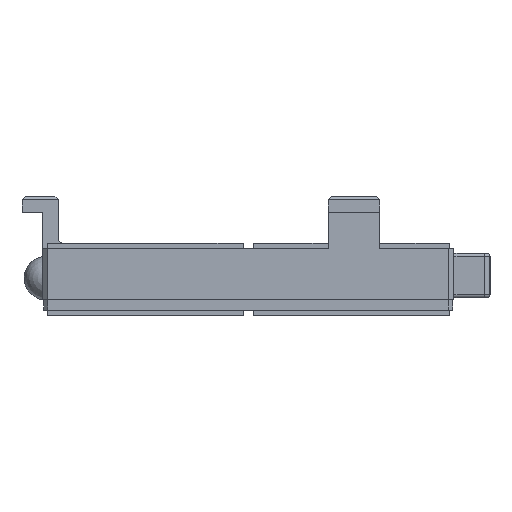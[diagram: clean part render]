
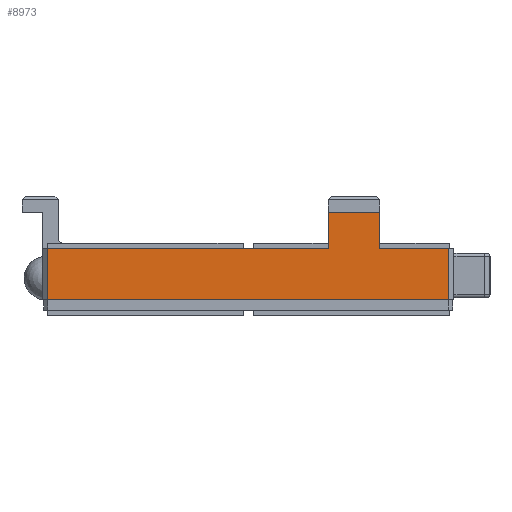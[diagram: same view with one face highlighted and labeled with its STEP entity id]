
A CAD part, left-side view. The second image highlights one B-rep face of the part: STEP entity #8973.
In plain terms, the highlighted planar face has unit normal (-1, 0, 0).
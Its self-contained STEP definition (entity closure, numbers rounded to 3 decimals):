
#642 = CARTESIAN_POINT ( 'NONE',  ( 0., 0.5, -0.5 ) ) ;
#647 = CARTESIAN_POINT ( 'NONE',  ( 0., 12.2, -0.5 ) ) ;
#650 = CARTESIAN_POINT ( 'NONE',  ( 0., 12.2, 3. ) ) ;
#1069 = DIRECTION ( 'NONE',  ( 0., 0., -1. ) ) ;
#1074 = CARTESIAN_POINT ( 'NONE',  ( 0., 39.4, -7. ) ) ;
#1078 = CARTESIAN_POINT ( 'NONE',  ( 0., 0., -5.5 ) ) ;
#1083 = CARTESIAN_POINT ( 'NONE',  ( 0., 12.2, 3. ) ) ;
#1086 = DIRECTION ( 'NONE',  ( 0., 1., 0. ) ) ;
#1088 = DIRECTION ( 'NONE',  ( 0., 0., -1. ) ) ;
#1513 = EDGE_CURVE ( 'NONE', #4433, #4335, #7132, .T. ) ;
#1521 = EDGE_CURVE ( 'NONE', #4441, #4209, #7148, .T. ) ;
#2350 = FACE_OUTER_BOUND ( 'NONE', #3888, .T. ) ;
#2783 = LINE ( 'NONE', #1074, #2788 ) ;
#2788 = VECTOR ( 'NONE', #1069, 1000. ) ;
#2790 = LINE ( 'NONE', #1078, #2795 ) ;
#2792 = LINE ( 'NONE', #1083, #2797 ) ;
#2795 = VECTOR ( 'NONE', #1086, 1000. ) ;
#2797 = VECTOR ( 'NONE', #1088, 1000. ) ;
#2876 = LINE ( 'NONE', #8610, #2879 ) ;
#2878 = LINE ( 'NONE', #8612, #2881 ) ;
#2879 = VECTOR ( 'NONE', #8611, 1000. ) ;
#2881 = VECTOR ( 'NONE', #8614, 1000. ) ;
#2882 = LINE ( 'NONE', #8616, #2885 ) ;
#2885 = VECTOR ( 'NONE', #8617, 1000. ) ;
#3888 = EDGE_LOOP ( 'NONE', ( #6542, #6543, #6544, #6545, #6546, #6547, #6548, #6549 ) ) ;
#4207 = VERTEX_POINT ( 'NONE', #10408 ) ;
#4209 = VERTEX_POINT ( 'NONE', #10410 ) ;
#4243 = VERTEX_POINT ( 'NONE', #10444 ) ;
#4270 = VERTEX_POINT ( 'NONE', #10471 ) ;
#4335 = VERTEX_POINT ( 'NONE', #10536 ) ;
#4433 = VERTEX_POINT ( 'NONE', #642 ) ;
#4441 = VERTEX_POINT ( 'NONE', #647 ) ;
#4447 = VERTEX_POINT ( 'NONE', #650 ) ;
#6542 = ORIENTED_EDGE ( 'NONE', *, *, #9298, .F. ) ;
#6543 = ORIENTED_EDGE ( 'NONE', *, *, #9342, .T. ) ;
#6544 = ORIENTED_EDGE ( 'NONE', *, *, #1513, .T. ) ;
#6545 = ORIENTED_EDGE ( 'NONE', *, *, #9345, .F. ) ;
#6546 = ORIENTED_EDGE ( 'NONE', *, *, #9343, .F. ) ;
#6547 = ORIENTED_EDGE ( 'NONE', *, *, #9299, .T. ) ;
#6548 = ORIENTED_EDGE ( 'NONE', *, *, #1521, .T. ) ;
#6549 = ORIENTED_EDGE ( 'NONE', *, *, #9294, .T. ) ;
#7132 = LINE ( 'NONE', #12694, #7135 ) ;
#7135 = VECTOR ( 'NONE', #12503, 1000. ) ;
#7148 = LINE ( 'NONE', #12665, #7151 ) ;
#7151 = VECTOR ( 'NONE', #12668, 1000. ) ;
#8610 = CARTESIAN_POINT ( 'NONE',  ( 0., 0.5, -7. ) ) ;
#8611 = DIRECTION ( 'NONE',  ( 0., 0., 1. ) ) ;
#8612 = CARTESIAN_POINT ( 'NONE',  ( 0., 7.2, 3. ) ) ;
#8614 = DIRECTION ( 'NONE',  ( 0., -1., 0. ) ) ;
#8616 = CARTESIAN_POINT ( 'NONE',  ( 0., 7.2, 3. ) ) ;
#8617 = DIRECTION ( 'NONE',  ( 0., 0., -1. ) ) ;
#8973 = ADVANCED_FACE ( 'NONE', ( #2350 ), #10648, .T. ) ;
#9294 = EDGE_CURVE ( 'NONE', #4209, #4243, #2783, .T. ) ;
#9298 = EDGE_CURVE ( 'NONE', #4207, #4243, #2790, .T. ) ;
#9299 = EDGE_CURVE ( 'NONE', #4447, #4441, #2792, .T. ) ;
#9342 = EDGE_CURVE ( 'NONE', #4207, #4433, #2876, .T. ) ;
#9343 = EDGE_CURVE ( 'NONE', #4447, #4270, #2878, .T. ) ;
#9345 = EDGE_CURVE ( 'NONE', #4270, #4335, #2882, .T. ) ;
#10408 = CARTESIAN_POINT ( 'NONE',  ( 0., 0.5, -5.5 ) ) ;
#10410 = CARTESIAN_POINT ( 'NONE',  ( 0., 39.4, -0.5 ) ) ;
#10444 = CARTESIAN_POINT ( 'NONE',  ( 0., 39.4, -5.5 ) ) ;
#10471 = CARTESIAN_POINT ( 'NONE',  ( 0., 7.2, 3. ) ) ;
#10536 = CARTESIAN_POINT ( 'NONE',  ( 0., 7.2, -0.5 ) ) ;
#10641 = CARTESIAN_POINT ( 'NONE',  ( 0., 0., -7. ) ) ;
#10648 = PLANE ( 'NONE',  #11993 ) ;
#10650 = DIRECTION ( 'NONE',  ( -1., 0., 0. ) ) ;
#10651 = DIRECTION ( 'NONE',  ( 0., 0., 1. ) ) ;
#11993 = AXIS2_PLACEMENT_3D ( 'NONE', #10641, #10650, #10651 ) ;
#12503 = DIRECTION ( 'NONE',  ( 0., 1., 0. ) ) ;
#12665 = CARTESIAN_POINT ( 'NONE',  ( 0., 0., -0.5 ) ) ;
#12668 = DIRECTION ( 'NONE',  ( 0., 1., 0. ) ) ;
#12694 = CARTESIAN_POINT ( 'NONE',  ( 0., 0., -0.5 ) ) ;
